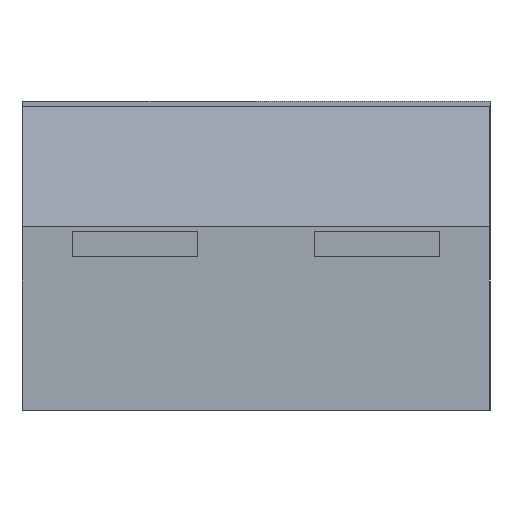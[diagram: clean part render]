
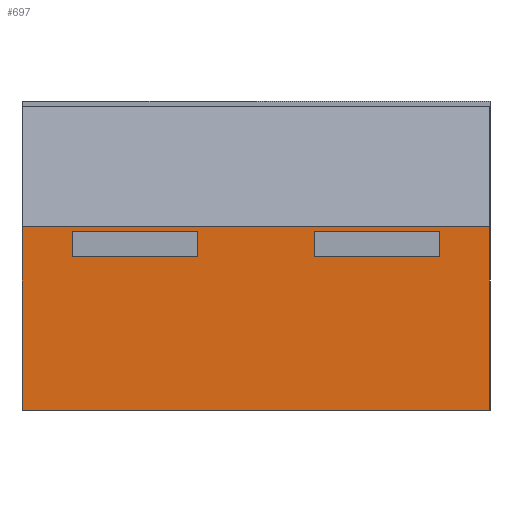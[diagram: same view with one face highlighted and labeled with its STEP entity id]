
A CAD part, left-side view. The second image highlights one B-rep face of the part: STEP entity #697.
In plain terms, the highlighted planar face has unit normal (-1, 0, 0).
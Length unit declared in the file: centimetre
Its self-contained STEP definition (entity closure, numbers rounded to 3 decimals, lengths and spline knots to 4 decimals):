
#19=FACE_BOUND('',#82,.T.);
#20=FACE_BOUND('',#83,.T.);
#39=FACE_OUTER_BOUND('',#81,.T.);
#81=EDGE_LOOP('',(#521,#522,#523,#524));
#82=EDGE_LOOP('',(#525,#526,#527,#528));
#83=EDGE_LOOP('',(#529,#530,#531,#532));
#125=LINE('',#993,#214);
#134=LINE('',#1011,#223);
#150=LINE('',#1044,#239);
#154=LINE('',#1053,#243);
#165=LINE('',#1074,#254);
#166=LINE('',#1075,#255);
#167=LINE('',#1077,#256);
#168=LINE('',#1079,#257);
#169=LINE('',#1080,#258);
#170=LINE('',#1082,#259);
#171=LINE('',#1084,#260);
#172=LINE('',#1085,#261);
#214=VECTOR('',#805,1.);
#223=VECTOR('',#822,1.);
#239=VECTOR('',#844,1.);
#243=VECTOR('',#850,1.);
#254=VECTOR('',#867,1.);
#255=VECTOR('',#868,1.);
#256=VECTOR('',#869,1.);
#257=VECTOR('',#870,1.);
#258=VECTOR('',#871,1.);
#259=VECTOR('',#872,1.);
#260=VECTOR('',#873,1.);
#261=VECTOR('',#874,1.);
#302=VERTEX_POINT('',#990);
#303=VERTEX_POINT('',#992);
#307=VERTEX_POINT('',#1008);
#308=VERTEX_POINT('',#1010);
#321=VERTEX_POINT('',#1042);
#322=VERTEX_POINT('',#1043);
#325=VERTEX_POINT('',#1051);
#326=VERTEX_POINT('',#1052);
#334=VERTEX_POINT('',#1076);
#335=VERTEX_POINT('',#1078);
#336=VERTEX_POINT('',#1081);
#337=VERTEX_POINT('',#1083);
#366=EDGE_CURVE('',#303,#302,#125,.T.);
#375=EDGE_CURVE('',#307,#308,#134,.T.);
#391=EDGE_CURVE('',#321,#322,#150,.T.);
#395=EDGE_CURVE('',#325,#326,#154,.T.);
#406=EDGE_CURVE('',#303,#307,#165,.T.);
#407=EDGE_CURVE('',#308,#302,#166,.T.);
#408=EDGE_CURVE('',#334,#325,#167,.T.);
#409=EDGE_CURVE('',#334,#335,#168,.T.);
#410=EDGE_CURVE('',#335,#326,#169,.T.);
#411=EDGE_CURVE('',#336,#321,#170,.T.);
#412=EDGE_CURVE('',#336,#337,#171,.T.);
#413=EDGE_CURVE('',#337,#322,#172,.T.);
#521=ORIENTED_EDGE('',*,*,#406,.F.);
#522=ORIENTED_EDGE('',*,*,#366,.T.);
#523=ORIENTED_EDGE('',*,*,#407,.F.);
#524=ORIENTED_EDGE('',*,*,#375,.F.);
#525=ORIENTED_EDGE('',*,*,#395,.F.);
#526=ORIENTED_EDGE('',*,*,#408,.F.);
#527=ORIENTED_EDGE('',*,*,#409,.T.);
#528=ORIENTED_EDGE('',*,*,#410,.T.);
#529=ORIENTED_EDGE('',*,*,#391,.F.);
#530=ORIENTED_EDGE('',*,*,#411,.F.);
#531=ORIENTED_EDGE('',*,*,#412,.T.);
#532=ORIENTED_EDGE('',*,*,#413,.T.);
#642=PLANE('',#751);
#697=ADVANCED_FACE('',(#39,#19,#20),#642,.T.);
#751=AXIS2_PLACEMENT_3D('',#1073,#865,#866);
#805=DIRECTION('',(0.,0.,-1.));
#822=DIRECTION('',(0.,0.,-1.));
#844=DIRECTION('',(0.,-1.,0.));
#850=DIRECTION('',(0.,-1.,0.));
#865=DIRECTION('center_axis',(-1.,0.,0.));
#866=DIRECTION('ref_axis',(0.,1.,0.));
#867=DIRECTION('',(0.,-1.,0.));
#868=DIRECTION('',(0.,1.,0.));
#869=DIRECTION('',(0.,0.,-1.));
#870=DIRECTION('',(0.,-1.,0.));
#871=DIRECTION('',(0.,0.,-1.));
#872=DIRECTION('',(0.,0.,-1.));
#873=DIRECTION('',(0.,-1.,0.));
#874=DIRECTION('',(0.,0.,-1.));
#990=CARTESIAN_POINT('',(-0.1625,0.1405,-0.092));
#992=CARTESIAN_POINT('',(-0.1625,0.1405,0.018));
#993=CARTESIAN_POINT('',(-0.1625,0.1405,0.018));
#1008=CARTESIAN_POINT('',(-0.1625,-0.1395,0.018));
#1010=CARTESIAN_POINT('',(-0.1625,-0.1395,-0.092));
#1011=CARTESIAN_POINT('',(-0.1625,-0.1395,0.018));
#1042=CARTESIAN_POINT('',(-0.1625,0.1105,0.));
#1043=CARTESIAN_POINT('',(-0.1625,0.0355,0.));
#1044=CARTESIAN_POINT('',(-0.1625,0.1105,0.));
#1051=CARTESIAN_POINT('',(-0.1625,-0.0345,0.));
#1052=CARTESIAN_POINT('',(-0.1625,-0.1095,0.));
#1053=CARTESIAN_POINT('',(-0.1625,-0.0345,0.));
#1073=CARTESIAN_POINT('Origin',(-0.1625,-0.1395,0.093));
#1074=CARTESIAN_POINT('',(-0.1625,0.1405,0.018));
#1075=CARTESIAN_POINT('',(-0.1625,-0.1395,-0.092));
#1076=CARTESIAN_POINT('',(-0.1625,-0.0345,0.015));
#1077=CARTESIAN_POINT('',(-0.1625,-0.0345,0.015));
#1078=CARTESIAN_POINT('',(-0.1625,-0.1095,0.015));
#1079=CARTESIAN_POINT('',(-0.1625,-0.0345,0.015));
#1080=CARTESIAN_POINT('',(-0.1625,-0.1095,0.015));
#1081=CARTESIAN_POINT('',(-0.1625,0.1105,0.015));
#1082=CARTESIAN_POINT('',(-0.1625,0.1105,0.015));
#1083=CARTESIAN_POINT('',(-0.1625,0.0355,0.015));
#1084=CARTESIAN_POINT('',(-0.1625,0.1105,0.015));
#1085=CARTESIAN_POINT('',(-0.1625,0.0355,0.015));
